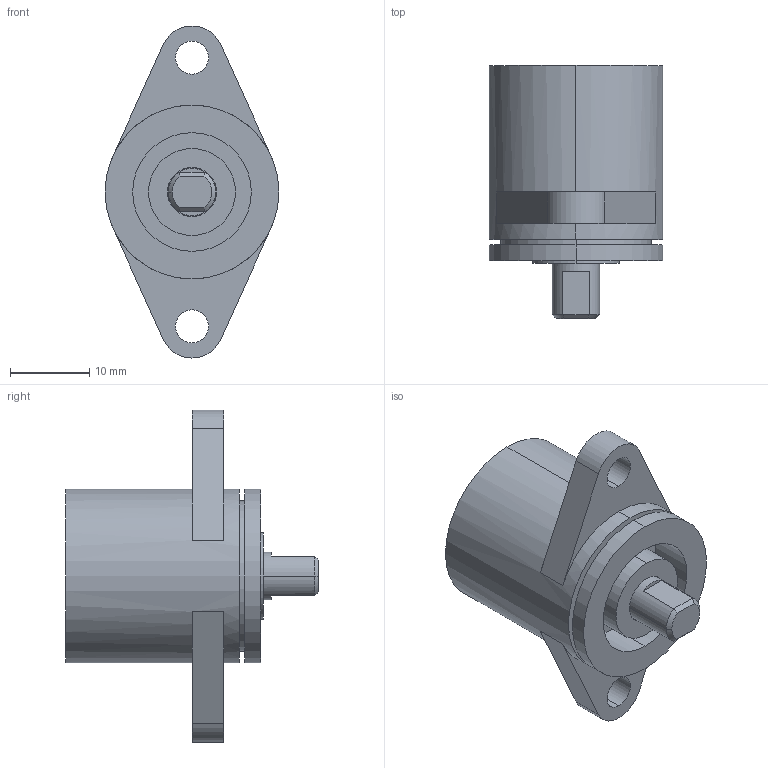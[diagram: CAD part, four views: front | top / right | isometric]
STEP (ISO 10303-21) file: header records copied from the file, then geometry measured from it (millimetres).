
FILE_DESCRIPTION (( 'STEP AP203' ), '1' );
FILE_NAME ('BP-885-1-L.STEP', '2011-12-13T06:19:14', ( '' ), ( '' ), 'SwSTEP 2.0', 'SolidWorks 2011', '' );
FILE_SCHEMA (( 'CONFIG_CONTROL_DESIGN' ));
Length unit declared in the file: millimetre
Products named in the file (3): BP-885-1-L; BP-885-1-L僔儍僼僩_; BP-885-1-L本体_
Assembly tree (2 placements, depth 2):
  BP-885-1-L
    BP-885-1-L本体_
    BP-885-1-L僔儍僼僩_
Bounding box: 22 x 32 x 42 mm (x, y, z)
Volume: 9391.8 mm3; surface area: 4630.9 mm2
Topology: 2 solids, 2 shells, 52 faces, 121 edges, 79 vertices
Faces by surface type: plane 26, cylinder 23, cone 3
Entity records: 1823 total; most frequent: DIRECTION 292, CARTESIAN_POINT 269, ORIENTED_EDGE 242, EDGE_CURVE 121, AXIS2_PLACEMENT_3D 118, VERTEX_POINT 79, EDGE_LOOP 62, CIRCLE 61
